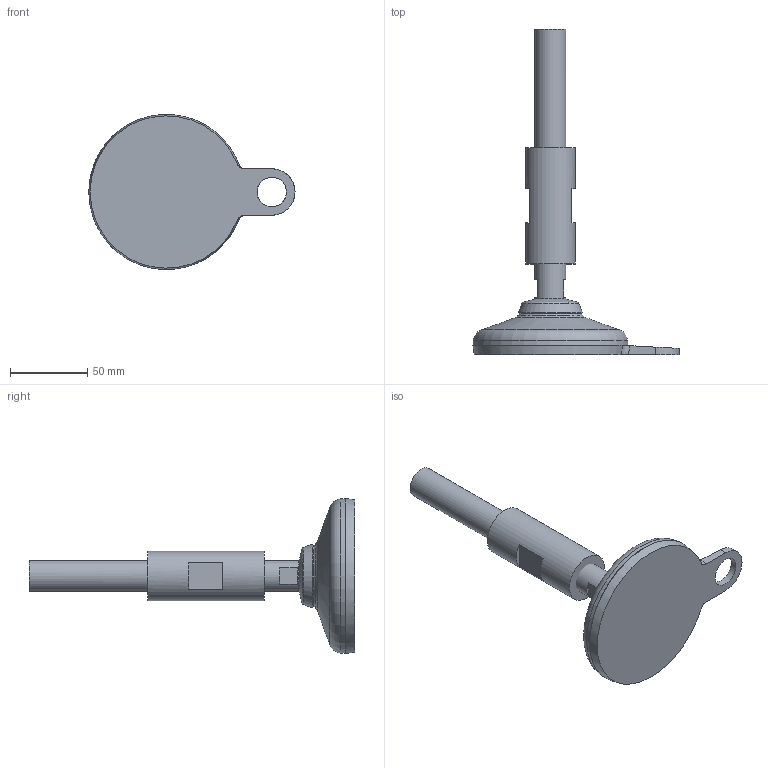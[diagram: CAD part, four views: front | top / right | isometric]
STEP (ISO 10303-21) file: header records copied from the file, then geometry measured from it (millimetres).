
FILE_DESCRIPTION (( 'STEP AP203' ), '1' );
FILE_NAME ('SEHLFx1 - SHLF101-3A-M20-L175-R19.STEP', '2024-09-18T10:58:36', ( '' ), ( '' ), 'SwSTEP 2.0', 'SolidWorks 2024', '' );
FILE_SCHEMA (( 'CONFIG_CONTROL_DESIGN' ));
Length unit declared in the file: millimetre
Products named in the file (1): SEHLFx1 - SHLF101-3A-M20-L175-R19
Bounding box: 133 x 210 x 100 mm (x, y, z)
Volume: 280060.5 mm3; surface area: 45524.7 mm2
Topology: 2 solids, 2 shells, 41 faces, 81 edges, 51 vertices
Faces by surface type: plane 21, cone 7, torus 5, cylinder 5, bspline 2, sphere 1
Full cylindrical faces by diameter (mm): 19 x1, 20 x1, 32 x1, 99.98 x1
Entity records: 1111 total; most frequent: CARTESIAN_POINT 264, DIRECTION 162, ORIENTED_EDGE 126, AXIS2_PLACEMENT_3D 70, EDGE_LOOP 66, EDGE_CURVE 63, FACE_OUTER_BOUND 51, VERTEX_POINT 49
